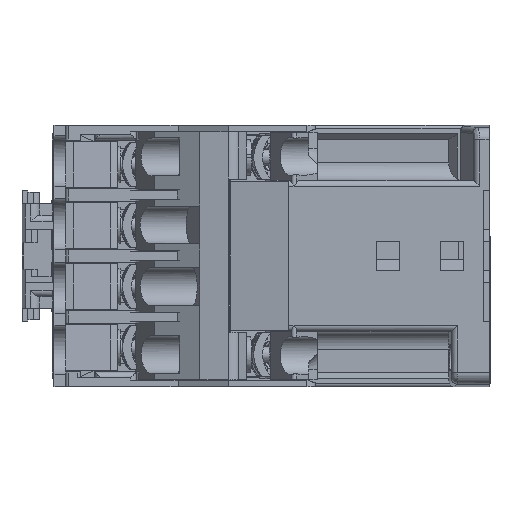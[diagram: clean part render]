
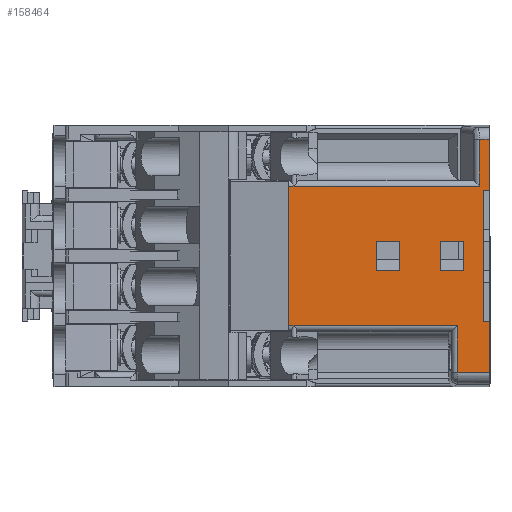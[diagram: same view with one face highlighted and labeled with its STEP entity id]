
A CAD part, left-side view. The second image highlights one B-rep face of the part: STEP entity #158464.
In plain terms, the highlighted planar face has unit normal (-1, 0, 0).
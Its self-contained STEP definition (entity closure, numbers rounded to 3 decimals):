
#56161=DIRECTION('',(0.,-1.,0.));
#56162=VECTOR('',#56161,1.);
#56163=CARTESIAN_POINT('',(-37.35,-14.35,-12.));
#56164=LINE('',#56163,#56162);
#56169=DIRECTION('',(0.,-1.,0.));
#56170=VECTOR('',#56169,1.);
#56171=CARTESIAN_POINT('',(-37.35,-47.95,-11.35));
#56172=LINE('',#56171,#56170);
#56173=DIRECTION('',(0.,0.,1.));
#56174=VECTOR('',#56173,24.);
#56175=CARTESIAN_POINT('',(-37.35,-14.35,-12.));
#56176=LINE('',#56175,#56174);
#56177=DIRECTION('',(0.,0.,1.));
#56178=VECTOR('',#56177,22.7);
#56179=CARTESIAN_POINT('',(-37.35,-47.95,-11.35));
#56180=LINE('',#56179,#56178);
#56193=DIRECTION('',(0.,-1.,0.));
#56194=VECTOR('',#56193,1.);
#56195=CARTESIAN_POINT('',(-37.35,-47.95,11.35));
#56196=LINE('',#56195,#56194);
#56201=DIRECTION('',(0.,0.,1.));
#56202=VECTOR('',#56201,8.703);
#56203=CARTESIAN_POINT('',(-37.35,-48.95,11.35));
#56204=LINE('',#56203,#56202);
#56231=DIRECTION('',(0.,0.,1.));
#56232=VECTOR('',#56231,8.703);
#56233=CARTESIAN_POINT('',(-37.35,-48.95,-20.053));
#56234=LINE('',#56233,#56232);
#56288=DIRECTION('',(0.,1.,0.));
#56289=VECTOR('',#56288,1.719);
#56290=CARTESIAN_POINT('',(-37.35,-48.95,20.053));
#56291=LINE('',#56290,#56289);
#56319=DIRECTION('',(0.,0.,
-1.));
#56320=VECTOR('',#56319,8.053);
#56321=CARTESIAN_POINT('',(-37.35,-47.231,
20.053));
#56322=LINE('',#56321,#56320);
#56349=DIRECTION('',(0.,1.,0.));
#56350=VECTOR('',#56349,31.881);
#56351=CARTESIAN_POINT('',(-37.35,-47.231,12.));
#56352=LINE('',#56351,#56350);
#56392=DIRECTION('',(0.,1.,0.));
#56393=VECTOR('',#56392,1.);
#56394=CARTESIAN_POINT('',(-37.35,-15.35,12.));
#56395=LINE('',#56394,#56393);
#57360=DIRECTION('',(0.,0.,-1.));
#57361=VECTOR('',#57360,5.);
#57362=CARTESIAN_POINT('',(-37.35,-44.45,2.5));
#57363=LINE('',#57362,#57361);
#57368=DIRECTION('',(0.,1.,0.));
#57369=VECTOR('',#57368,4.);
#57370=CARTESIAN_POINT('',(-37.35,-44.45,-2.5));
#57371=LINE('',#57370,#57369);
#57376=DIRECTION('',(0.,0.,1.));
#57377=VECTOR('',#57376,5.);
#57378=CARTESIAN_POINT('',(-37.35,-40.45,-2.5));
#57379=LINE('',#57378,#57377);
#57384=DIRECTION('',(0.,-1.,0.));
#57385=VECTOR('',#57384,4.);
#57386=CARTESIAN_POINT('',(-37.35,-40.45,2.5));
#57387=LINE('',#57386,#57385);
#57392=DIRECTION('',(0.,0.,-1.));
#57393=VECTOR('',#57392,5.);
#57394=CARTESIAN_POINT('',(-37.35,-33.45,2.5));
#57395=LINE('',#57394,#57393);
#57400=DIRECTION('',(0.,1.,0.));
#57401=VECTOR('',#57400,4.);
#57402=CARTESIAN_POINT('',(-37.35,-33.45,-2.5));
#57403=LINE('',#57402,#57401);
#57408=DIRECTION('',(0.,0.,1.));
#57409=VECTOR('',#57408,5.);
#57410=CARTESIAN_POINT('',(-37.35,-29.45,-2.5));
#57411=LINE('',#57410,#57409);
#57416=DIRECTION('',(0.,-1.,0.));
#57417=VECTOR('',#57416,4.);
#57418=CARTESIAN_POINT('',(-37.35,-29.45,2.5));
#57419=LINE('',#57418,#57417);
#58619=DIRECTION('',(0.,-1.,0.));
#58620=VECTOR('',#58619,28.076);
#58621=CARTESIAN_POINT('',(-37.35,-15.35,-12.));
#58622=LINE('',#58621,#58620);
#58657=DIRECTION('',(0.,0.,-1.));
#58658=VECTOR('',#58657,8.053);
#58659=CARTESIAN_POINT('',(-37.35,-43.426,-12.));
#58660=LINE('',#58659,#58658);
#58700=DIRECTION('',(0.,-1.,0.));
#58701=VECTOR('',#58700,5.524);
#58702=CARTESIAN_POINT('',(-37.35,-43.426,
-20.053));
#58703=LINE('',#58702,#58701);
#90140=CARTESIAN_POINT('',(-37.35,-48.95,11.35));
#90142=VERTEX_POINT('',#90140);
#90143=CARTESIAN_POINT('',(-37.35,-48.95,20.053));
#90144=VERTEX_POINT('',#90143);
#90165=CARTESIAN_POINT('',(-37.35,-48.95,-20.053));
#90166=VERTEX_POINT('',#90165);
#90167=CARTESIAN_POINT('',(-37.35,-48.95,-11.35));
#90168=VERTEX_POINT('',#90167);
#90457=CARTESIAN_POINT('',(-37.35,-47.95,-11.35));
#90458=CARTESIAN_POINT('',(-37.35,-47.95,11.35));
#90459=VERTEX_POINT('',#90457);
#90460=VERTEX_POINT('',#90458);
#90461=CARTESIAN_POINT('',(-37.35,-43.426,
-20.053));
#90462=VERTEX_POINT('',#90461);
#90463=CARTESIAN_POINT('',(-37.35,-43.426,-12.));
#90464=VERTEX_POINT('',#90463);
#90465=CARTESIAN_POINT('',(-37.35,-15.35,-12.));
#90466=VERTEX_POINT('',#90465);
#90467=CARTESIAN_POINT('',(-37.35,-14.35,-12.));
#90468=VERTEX_POINT('',#90467);
#90469=CARTESIAN_POINT('',(-37.35,-14.35,12.));
#90470=VERTEX_POINT('',#90469);
#90471=CARTESIAN_POINT('',(-37.35,-15.35,12.));
#90472=VERTEX_POINT('',#90471);
#90473=CARTESIAN_POINT('',(-37.35,-47.231,12.));
#90474=VERTEX_POINT('',#90473);
#90475=CARTESIAN_POINT('',(-37.35,-47.231,
20.053));
#90476=VERTEX_POINT('',#90475);
#90477=CARTESIAN_POINT('',(-37.35,-44.45,2.5));
#90478=CARTESIAN_POINT('',(-37.35,-44.45,-2.5));
#90479=VERTEX_POINT('',#90477);
#90480=VERTEX_POINT('',#90478);
#90481=CARTESIAN_POINT('',(-37.35,-40.45,2.5));
#90482=VERTEX_POINT('',#90481);
#90483=CARTESIAN_POINT('',(-37.35,-40.45,-2.5));
#90484=VERTEX_POINT('',#90483);
#90485=CARTESIAN_POINT('',(-37.35,-33.45,2.5));
#90486=CARTESIAN_POINT('',(-37.35,-33.45,-2.5));
#90487=VERTEX_POINT('',#90485);
#90488=VERTEX_POINT('',#90486);
#90489=CARTESIAN_POINT('',(-37.35,-29.45,2.5));
#90490=VERTEX_POINT('',#90489);
#90491=CARTESIAN_POINT('',(-37.35,-29.45,-2.5));
#90492=VERTEX_POINT('',#90491);
#158411=CARTESIAN_POINT('',(-37.35,-41.35,22.75));
#158412=DIRECTION('',(-1.,0.,0.));
#158413=DIRECTION('',(0.,0.,-1.));
#158414=AXIS2_PLACEMENT_3D('',#158411,#158412,#158413);
#158415=PLANE('',#158414);
#158417=ORIENTED_EDGE('',*,*,#158416,.F.);
#158419=ORIENTED_EDGE('',*,*,#158418,.T.);
#158421=ORIENTED_EDGE('',*,*,#158420,.F.);
#158423=ORIENTED_EDGE('',*,*,#158422,.F.);
#158425=ORIENTED_EDGE('',*,*,#158424,.F.);
#158427=ORIENTED_EDGE('',*,*,#158426,.F.);
#158428=ORIENTED_EDGE('',*,*,#158401,.F.);
#158429=ORIENTED_EDGE('',*,*,#108779,.T.);
#158431=ORIENTED_EDGE('',*,*,#158430,.F.);
#158433=ORIENTED_EDGE('',*,*,#158432,.F.);
#158435=ORIENTED_EDGE('',*,*,#158434,.F.);
#158437=ORIENTED_EDGE('',*,*,#158436,.F.);
#158439=ORIENTED_EDGE('',*,*,#158438,.F.);
#158441=ORIENTED_EDGE('',*,*,#158440,.F.);
#158442=EDGE_LOOP('',(#158417,#158419,#158421,#158423,#158425,#158427,#158428,
#158429,#158431,#158433,#158435,#158437,#158439,#158441));
#158443=FACE_OUTER_BOUND('',#158442,.F.);
#158445=ORIENTED_EDGE('',*,*,#158444,.F.);
#158447=ORIENTED_EDGE('',*,*,#158446,.F.);
#158449=ORIENTED_EDGE('',*,*,#158448,.F.);
#158451=ORIENTED_EDGE('',*,*,#158450,.F.);
#158452=EDGE_LOOP('',(#158445,#158447,#158449,#158451));
#158453=FACE_BOUND('',#158452,.F.);
#158455=ORIENTED_EDGE('',*,*,#158454,.F.);
#158457=ORIENTED_EDGE('',*,*,#158456,.F.);
#158459=ORIENTED_EDGE('',*,*,#158458,.F.);
#158461=ORIENTED_EDGE('',*,*,#158460,.F.);
#158462=EDGE_LOOP('',(#158455,#158457,#158459,#158461));
#158463=FACE_BOUND('',#158462,.F.);
#108779=EDGE_CURVE('',#90468,#90470,#56176,.T.);
#158401=EDGE_CURVE('',#90468,#90466,#56164,.T.);
#158416=EDGE_CURVE('',#90459,#90460,#56180,.T.);
#158418=EDGE_CURVE('',#90459,#90168,#56172,.T.);
#158420=EDGE_CURVE('',#90166,#90168,#56234,.T.);
#158422=EDGE_CURVE('',#90462,#90166,#58703,.T.);
#158424=EDGE_CURVE('',#90464,#90462,#58660,.T.);
#158426=EDGE_CURVE('',#90466,#90464,#58622,.T.);
#158430=EDGE_CURVE('',#90472,#90470,#56395,.T.);
#158432=EDGE_CURVE('',#90474,#90472,#56352,.T.);
#158434=EDGE_CURVE('',#90476,#90474,#56322,.T.);
#158436=EDGE_CURVE('',#90144,#90476,#56291,.T.);
#158438=EDGE_CURVE('',#90142,#90144,#56204,.T.);
#158440=EDGE_CURVE('',#90460,#90142,#56196,.T.);
#158444=EDGE_CURVE('',#90479,#90480,#57363,.T.);
#158446=EDGE_CURVE('',#90482,#90479,#57387,.T.);
#158448=EDGE_CURVE('',#90484,#90482,#57379,.T.);
#158450=EDGE_CURVE('',#90480,#90484,#57371,.T.);
#158454=EDGE_CURVE('',#90487,#90488,#57395,.T.);
#158456=EDGE_CURVE('',#90490,#90487,#57419,.T.);
#158458=EDGE_CURVE('',#90492,#90490,#57411,.T.);
#158460=EDGE_CURVE('',#90488,#90492,#57403,.T.);
#158464=ADVANCED_FACE('',(#158443,#158453,#158463),#158415,.T.);
